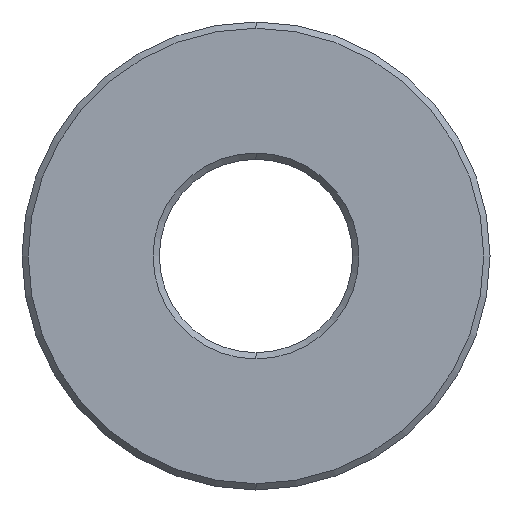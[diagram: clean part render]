
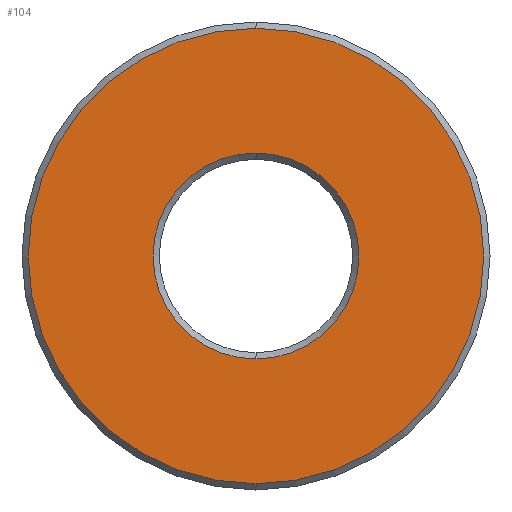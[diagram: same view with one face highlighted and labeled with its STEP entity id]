
A CAD part, left-side view. The second image highlights one B-rep face of the part: STEP entity #104.
In plain terms, the highlighted planar face has unit normal (-1, 0, 0).
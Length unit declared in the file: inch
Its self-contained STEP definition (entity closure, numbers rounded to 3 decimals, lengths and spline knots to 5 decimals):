
#7 = EDGE_CURVE ( 'NONE', #43, #44, #219, .T. ) ;
#18 = VERTEX_POINT ( 'NONE', #247 ) ;
#43 = VERTEX_POINT ( 'NONE', #61 ) ;
#44 = VERTEX_POINT ( 'NONE', #66 ) ;
#61 = CARTESIAN_POINT ( 'NONE',  ( 0., 0., 0.365 ) ) ;
#66 = CARTESIAN_POINT ( 'NONE',  ( 0., 0., -0.365 ) ) ;
#100 = EDGE_LOOP ( 'NONE', ( #166, #160 ) ) ;
#102 = EDGE_LOOP ( 'NONE', ( #108, #182 ) ) ;
#104 = ADVANCED_FACE ( 'NONE', ( #157, #131 ), #149, .F. ) ;
#105 = EDGE_CURVE ( 'NONE', #109, #18, #132, .T. ) ;
#106 = EDGE_CURVE ( 'NONE', #44, #43, #281, .T. ) ;
#108 = ORIENTED_EDGE ( 'NONE', *, *, #106, .T. ) ;
#109 = VERTEX_POINT ( 'NONE', #129 ) ;
#114 = EDGE_CURVE ( 'NONE', #18, #109, #275, .T. ) ;
#129 = CARTESIAN_POINT ( 'NONE',  ( 0., 0., -0.165 ) ) ;
#130 = AXIS2_PLACEMENT_3D ( 'NONE', #262, #261, #260 ) ;
#131 = FACE_OUTER_BOUND ( 'NONE', #102, .T. ) ;
#132 = CIRCLE ( 'NONE', #279, 0.165 ) ;
#133 = AXIS2_PLACEMENT_3D ( 'NONE', #284, #136, #280 ) ;
#134 = CARTESIAN_POINT ( 'NONE',  ( 0., 0., 0. ) ) ;
#136 = DIRECTION ( 'NONE',  ( 1., 0., 0. ) ) ;
#149 = PLANE ( 'NONE',  #133 ) ;
#157 = FACE_BOUND ( 'NONE', #100, .T. ) ;
#160 = ORIENTED_EDGE ( 'NONE', *, *, #105, .T. ) ;
#166 = ORIENTED_EDGE ( 'NONE', *, *, #114, .T. ) ;
#182 = ORIENTED_EDGE ( 'NONE', *, *, #7, .T. ) ;
#203 = DIRECTION ( 'NONE',  ( 0., 0., -1. ) ) ;
#204 = DIRECTION ( 'NONE',  ( -1., 0., 0. ) ) ;
#205 = CARTESIAN_POINT ( 'NONE',  ( 0., 0., 0. ) ) ;
#206 = AXIS2_PLACEMENT_3D ( 'NONE', #205, #204, #203 ) ;
#219 = CIRCLE ( 'NONE', #206, 0.365 ) ;
#247 = CARTESIAN_POINT ( 'NONE',  ( 0., 0., 0.165 ) ) ;
#260 = DIRECTION ( 'NONE',  ( 0., 0., -1. ) ) ;
#261 = DIRECTION ( 'NONE',  ( 1., 0., 0. ) ) ;
#262 = CARTESIAN_POINT ( 'NONE',  ( 0., 0., 0. ) ) ;
#270 = DIRECTION ( 'NONE',  ( 0., 0., -1. ) ) ;
#271 = DIRECTION ( 'NONE',  ( -1., 0., 0. ) ) ;
#272 = AXIS2_PLACEMENT_3D ( 'NONE', #134, #271, #270 ) ;
#275 = CIRCLE ( 'NONE', #130, 0.165 ) ;
#276 = DIRECTION ( 'NONE',  ( 0., 0., -1. ) ) ;
#277 = DIRECTION ( 'NONE',  ( 1., 0., 0. ) ) ;
#278 = CARTESIAN_POINT ( 'NONE',  ( 0., 0., 0. ) ) ;
#279 = AXIS2_PLACEMENT_3D ( 'NONE', #278, #277, #276 ) ;
#280 = DIRECTION ( 'NONE',  ( 0., 0., -1. ) ) ;
#281 = CIRCLE ( 'NONE', #272, 0.365 ) ;
#284 = CARTESIAN_POINT ( 'NONE',  ( 0., 0., 0. ) ) ;
